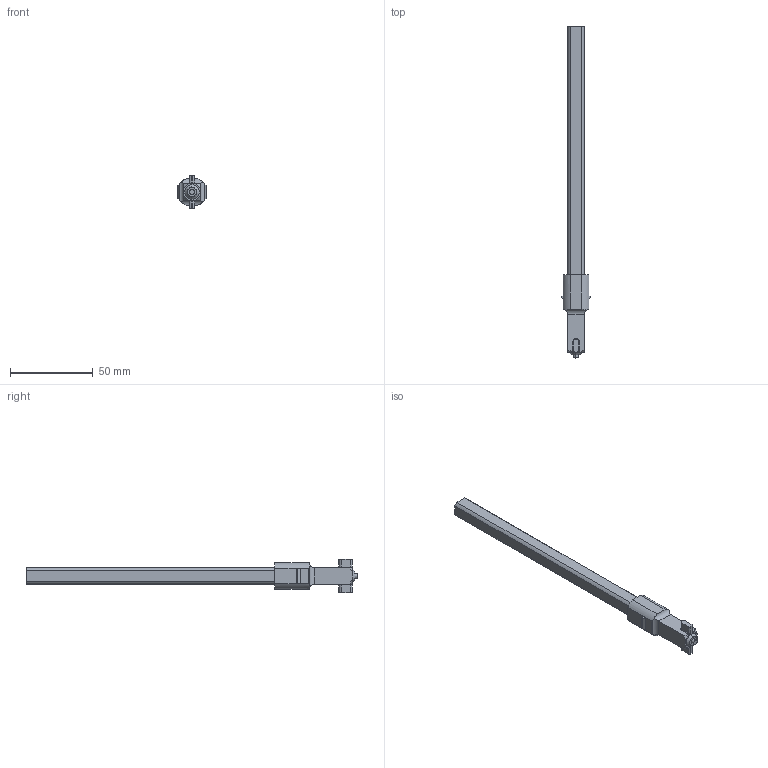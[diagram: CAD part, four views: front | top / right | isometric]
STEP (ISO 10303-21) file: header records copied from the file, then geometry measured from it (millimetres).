
FILE_DESCRIPTION (( 'STEP AP214' ), '1' );
FILE_NAME ('14001020.step', '2016-05-09T12:16:52', ( '' ), ( '' ), 'SwSTEP 2.0', 'SolidWorks 2015', '' );
FILE_SCHEMA (( 'AUTOMOTIVE_DESIGN' ));
Length unit declared in the file: inch
Products named in the file (1): 14001020
Bounding box: 17.2 x 200 x 20 mm (x, y, z)
Volume: 21882.7 mm3; surface area: 8214.8 mm2
Topology: 1 solids, 1 shells, 72 faces, 183 edges, 118 vertices
Faces by surface type: plane 35, cylinder 24, bspline 7, cone 6
Entity records: 2471 total; most frequent: CARTESIAN_POINT 750, ORIENTED_EDGE 366, DIRECTION 326, EDGE_CURVE 183, VERTEX_POINT 118, AXIS2_PLACEMENT_3D 112, VECTOR 102, LINE 102
